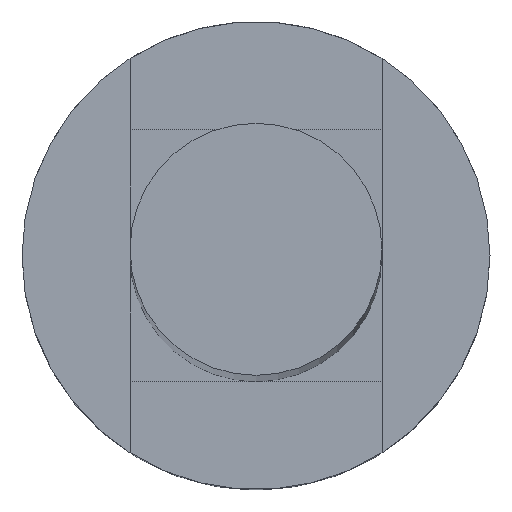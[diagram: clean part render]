
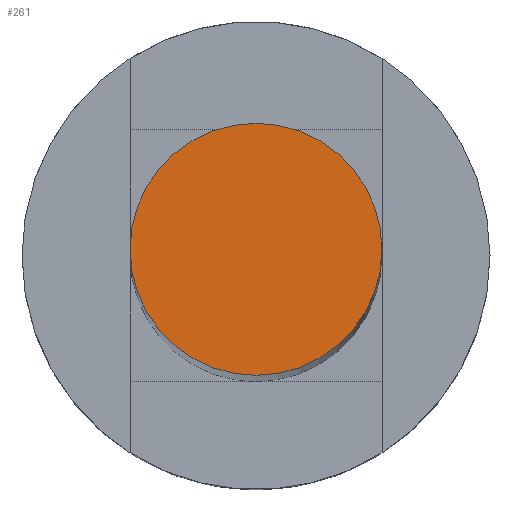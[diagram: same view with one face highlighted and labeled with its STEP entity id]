
A CAD part, top view. The second image highlights one B-rep face of the part: STEP entity #261.
In plain terms, the highlighted planar face has unit normal (0, 0, 1).
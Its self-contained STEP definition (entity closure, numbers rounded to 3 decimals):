
#15=PLANE('',#296);
#30=FACE_OUTER_BOUND('',#46,.T.);
#46=EDGE_LOOP('',(#191));
#113=CIRCLE('',#291,1.75);
#124=VERTEX_POINT('',#401);
#147=EDGE_CURVE('',#124,#124,#113,.T.);
#191=ORIENTED_EDGE('',*,*,#147,.T.);
#261=ADVANCED_FACE('',(#30),#15,.F.);
#291=AXIS2_PLACEMENT_3D('',#402,#321,#322);
#296=AXIS2_PLACEMENT_3D('',#412,#332,#333);
#321=DIRECTION('center_axis',(0.,0.,
1.));
#322=DIRECTION('ref_axis',(1.,0.,0.));
#332=DIRECTION('center_axis',(0.,0.,
-1.));
#333=DIRECTION('ref_axis',(-1.,0.,0.));
#401=CARTESIAN_POINT('',(-1.75,0.,53.));
#402=CARTESIAN_POINT('Origin',(0.,0.,53.));
#412=CARTESIAN_POINT('Origin',(0.,0.,53.));
